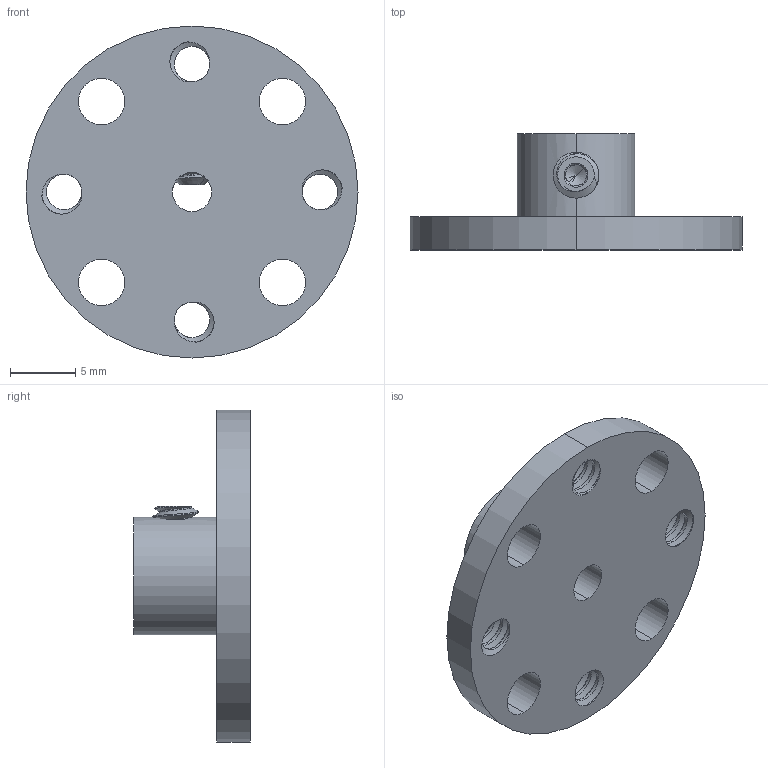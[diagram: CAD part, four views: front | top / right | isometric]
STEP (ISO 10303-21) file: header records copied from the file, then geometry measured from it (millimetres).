
FILE_DESCRIPTION (( 'STEP AP203' ), '1' );
FILE_NAME ('545348 assembly.STEP', '2016-08-15T21:49:38', ( '' ), ( '' ), 'SwSTEP 2.0', 'SolidWorks 2014', '' );
FILE_SCHEMA (( 'CONFIG_CONTROL_DESIGN' ));
Length unit declared in the file: inch
Products named in the file (3): 545348 assembly; 632141_91375A142; 545348
Assembly tree (2 placements, depth 2):
  545348 assembly
    545348
    632141_91375A142
Bounding box: 25.39 x 8.89 x 25.39 mm (x, y, z)
Volume: 1458.2 mm3; surface area: 1721 mm2
Topology: 2 solids, 2 shells, 156 faces, 440 edges, 284 vertices
Faces by surface type: cylinder 107, bspline 17, plane 16, cone 16
Entity records: 13632 total; most frequent: CARTESIAN_POINT 9953, ORIENTED_EDGE 872, DIRECTION 548, EDGE_CURVE 436, VERTEX_POINT 284, AXIS2_PLACEMENT_3D 214, EDGE_LOOP 176, FACE_OUTER_BOUND 156
